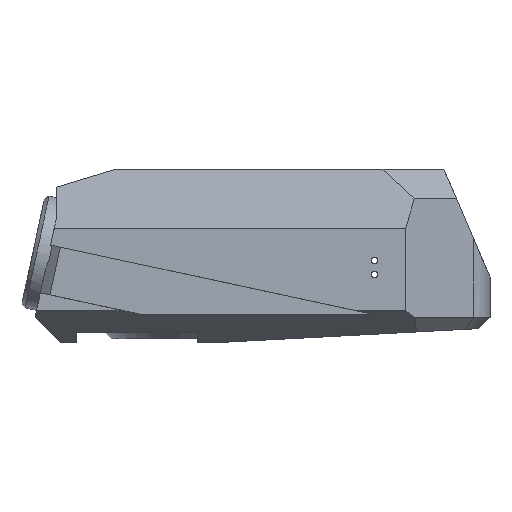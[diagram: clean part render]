
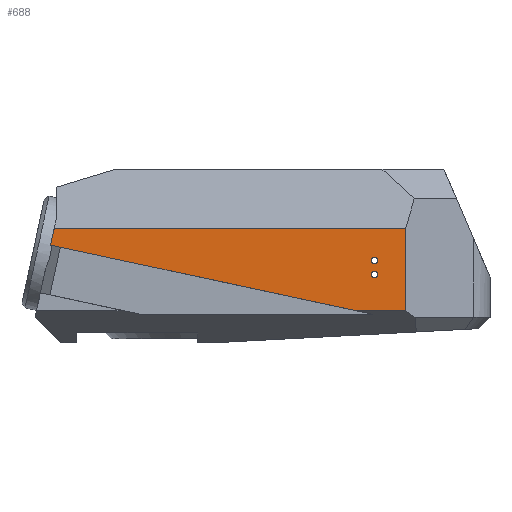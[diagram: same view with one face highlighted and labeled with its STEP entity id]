
A CAD part, front view. The second image highlights one B-rep face of the part: STEP entity #688.
In plain terms, the highlighted planar face has unit normal (0, -1, 0).
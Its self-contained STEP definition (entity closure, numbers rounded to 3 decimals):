
#77 = LINE ( 'NONE', #2430, #2845 ) ;
#116 = AXIS2_PLACEMENT_3D ( 'NONE', #1248, #5969, #3168 ) ;
#146 = EDGE_CURVE ( 'NONE', #2910, #3243, #77, .T. ) ;
#162 = FACE_OUTER_BOUND ( 'NONE', #1817, .T. ) ;
#184 = EDGE_CURVE ( 'NONE', #1473, #738, #3440, .T. ) ;
#195 = DIRECTION ( 'NONE',  ( -1., 0., 0. ) ) ;
#238 = VECTOR ( 'NONE', #3343, 1000. ) ;
#354 = CARTESIAN_POINT ( 'NONE',  ( 68.379, -99.013, 34.626 ) ) ;
#452 = CARTESIAN_POINT ( 'NONE',  ( 59.32, -99.013, 16.235 ) ) ;
#518 = DIRECTION ( 'NONE',  ( 0., 1., 0. ) ) ;
#568 = EDGE_CURVE ( 'NONE', #2910, #794, #5820, .T. ) ;
#668 = VERTEX_POINT ( 'NONE', #6005 ) ;
#688 = ADVANCED_FACE ( 'NONE', ( #2669, #4519, #162 ), #2136, .F. ) ;
#738 = VERTEX_POINT ( 'NONE', #4491 ) ;
#764 = ORIENTED_EDGE ( 'NONE', *, *, #5738, .T. ) ;
#782 = ORIENTED_EDGE ( 'NONE', *, *, #184, .T. ) ;
#794 = VERTEX_POINT ( 'NONE', #1975 ) ;
#874 = CARTESIAN_POINT ( 'NONE',  ( 68.379, -99.013, 41.723 ) ) ;
#902 = DIRECTION ( 'NONE',  ( -1., 0., 0. ) ) ;
#1084 = CARTESIAN_POINT ( 'NONE',  ( 127.276, -99.013, 1.641 ) ) ;
#1154 = CARTESIAN_POINT ( 'NONE',  ( 68.379, -99.013, 41.723 ) ) ;
#1248 = CARTESIAN_POINT ( 'NONE',  ( 84.172, -99.013, 8. ) ) ;
#1258 = AXIS2_PLACEMENT_3D ( 'NONE', #874, #4344, #902 ) ;
#1282 = EDGE_CURVE ( 'NONE', #668, #3858, #4878, .T. ) ;
#1371 = AXIS2_PLACEMENT_3D ( 'NONE', #1154, #5119, #195 ) ;
#1454 = VECTOR ( 'NONE', #1476, 1000. ) ;
#1473 = VERTEX_POINT ( 'NONE', #3106 ) ;
#1476 = DIRECTION ( 'NONE',  ( 0., 0., -1. ) ) ;
#1817 = EDGE_LOOP ( 'NONE', ( #3208, #4915, #4697, #3916, #764 ) ) ;
#1853 = VECTOR ( 'NONE', #5796, 1000. ) ;
#1903 = EDGE_CURVE ( 'NONE', #3858, #668, #2970, .T. ) ;
#1975 = CARTESIAN_POINT ( 'NONE',  ( -95.723, -99.013, 49.533 ) ) ;
#2005 = EDGE_LOOP ( 'NONE', ( #782, #6031 ) ) ;
#2062 = LINE ( 'NONE', #5421, #2474 ) ;
#2136 = PLANE ( 'NONE',  #116 ) ;
#2254 = DIRECTION ( 'NONE',  ( -1., 0., 0. ) ) ;
#2347 = DIRECTION ( 'NONE',  ( 0., 1., 0. ) ) ;
#2430 = CARTESIAN_POINT ( 'NONE',  ( 84.172, -99.013, 16.235 ) ) ;
#2458 = DIRECTION ( 'NONE',  ( -1., 0., 0. ) ) ;
#2474 = VECTOR ( 'NONE', #4942, 1000. ) ;
#2669 = FACE_BOUND ( 'NONE', #2005, .T. ) ;
#2696 = ORIENTED_EDGE ( 'NONE', *, *, #1903, .T. ) ;
#2845 = VECTOR ( 'NONE', #3013, 1000. ) ;
#2910 = VERTEX_POINT ( 'NONE', #452 ) ;
#2970 = CIRCLE ( 'NONE', #1371, 1.6 ) ;
#2971 = LINE ( 'NONE', #5354, #238 ) ;
#3013 = DIRECTION ( 'NONE',  ( 1., 0., 0. ) ) ;
#3106 = CARTESIAN_POINT ( 'NONE',  ( 68.379, -99.013, 33.026 ) ) ;
#3168 = DIRECTION ( 'NONE',  ( -1., 0., 0. ) ) ;
#3208 = ORIENTED_EDGE ( 'NONE', *, *, #5975, .T. ) ;
#3243 = VERTEX_POINT ( 'NONE', #3964 ) ;
#3343 = DIRECTION ( 'NONE',  ( -1., 0., 0. ) ) ;
#3381 = CARTESIAN_POINT ( 'NONE',  ( -93.904, -99.013, 58. ) ) ;
#3440 = CIRCLE ( 'NONE', #6065, 1.6 ) ;
#3618 = VERTEX_POINT ( 'NONE', #5704 ) ;
#3855 = LINE ( 'NONE', #5870, #1454 ) ;
#3858 = VERTEX_POINT ( 'NONE', #3991 ) ;
#3916 = ORIENTED_EDGE ( 'NONE', *, *, #4200, .F. ) ;
#3964 = CARTESIAN_POINT ( 'NONE',  ( 84.172, -99.013, 16.235 ) ) ;
#3991 = CARTESIAN_POINT ( 'NONE',  ( 68.379, -99.013, 40.123 ) ) ;
#4072 = AXIS2_PLACEMENT_3D ( 'NONE', #354, #2347, #2254 ) ;
#4200 = EDGE_CURVE ( 'NONE', #3618, #3243, #3855, .T. ) ;
#4344 = DIRECTION ( 'NONE',  ( 0., 1., 0. ) ) ;
#4491 = CARTESIAN_POINT ( 'NONE',  ( 68.379, -99.013, 36.226 ) ) ;
#4504 = VERTEX_POINT ( 'NONE', #3381 ) ;
#4519 = FACE_BOUND ( 'NONE', #4993, .T. ) ;
#4697 = ORIENTED_EDGE ( 'NONE', *, *, #146, .T. ) ;
#4843 = CARTESIAN_POINT ( 'NONE',  ( 68.379, -99.013, 34.626 ) ) ;
#4878 = CIRCLE ( 'NONE', #1258, 1.6 ) ;
#4915 = ORIENTED_EDGE ( 'NONE', *, *, #568, .F. ) ;
#4942 = DIRECTION ( 'NONE',  ( -0.21, 0., -0.978 ) ) ;
#4993 = EDGE_LOOP ( 'NONE', ( #2696, #5689 ) ) ;
#5119 = DIRECTION ( 'NONE',  ( 0., 1., 0. ) ) ;
#5175 = CIRCLE ( 'NONE', #4072, 1.6 ) ;
#5354 = CARTESIAN_POINT ( 'NONE',  ( -92.616, -99.013, 58. ) ) ;
#5421 = CARTESIAN_POINT ( 'NONE',  ( -103.569, -99.013, 13. ) ) ;
#5631 = EDGE_CURVE ( 'NONE', #738, #1473, #5175, .T. ) ;
#5689 = ORIENTED_EDGE ( 'NONE', *, *, #1282, .T. ) ;
#5704 = CARTESIAN_POINT ( 'NONE',  ( 84.172, -99.013, 58. ) ) ;
#5738 = EDGE_CURVE ( 'NONE', #3618, #4504, #2971, .T. ) ;
#5796 = DIRECTION ( 'NONE',  ( -0.978, 0., 0.21 ) ) ;
#5820 = LINE ( 'NONE', #1084, #1853 ) ;
#5870 = CARTESIAN_POINT ( 'NONE',  ( 84.172, -99.013, 8. ) ) ;
#5969 = DIRECTION ( 'NONE',  ( 0., 1., 0. ) ) ;
#5975 = EDGE_CURVE ( 'NONE', #4504, #794, #2062, .T. ) ;
#6005 = CARTESIAN_POINT ( 'NONE',  ( 68.379, -99.013, 43.323 ) ) ;
#6031 = ORIENTED_EDGE ( 'NONE', *, *, #5631, .T. ) ;
#6065 = AXIS2_PLACEMENT_3D ( 'NONE', #4843, #518, #2458 ) ;
